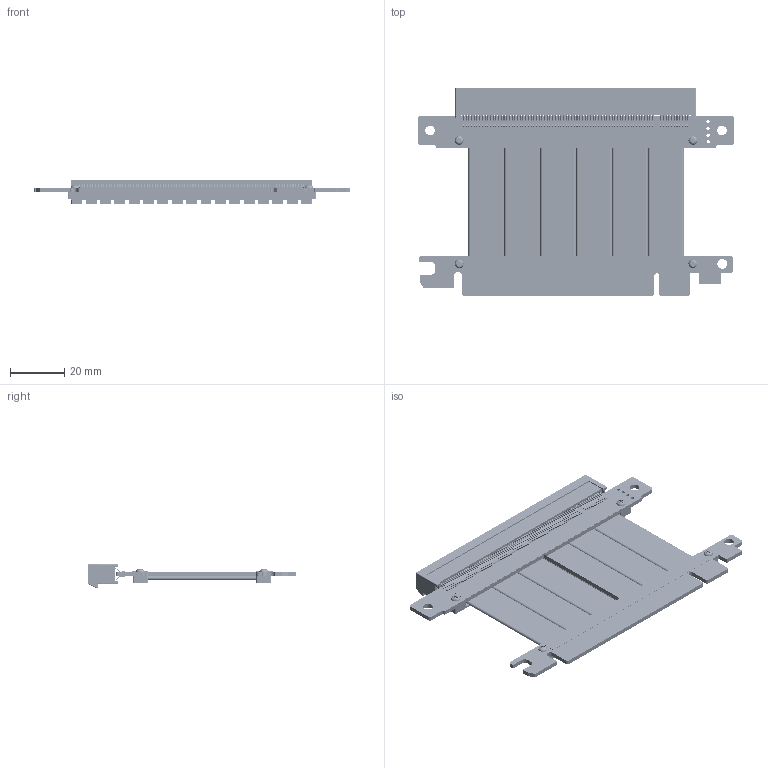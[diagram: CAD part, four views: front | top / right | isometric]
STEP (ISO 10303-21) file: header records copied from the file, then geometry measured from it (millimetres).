
FILE_DESCRIPTION(('Open CASCADE Model'),'2;1');
FILE_NAME('Open CASCADE Shape Model','2020-03-17T21:48:00',('Author'),( 'Open CASCADE'),'Open CASCADE STEP processor 6.8','Open CASCADE 6.8' ,'Unknown');
FILE_SCHEMA(('AUTOMOTIVE_DESIGN { 1 0 10303 214 1 1 1 1 }'));
Length unit declared in the file: millimetre
Products named in the file (13): PCB; Board; Open CASCADE STEP translator 6.8 15.1.1; Free-Models; RP33S-PAD; Hexagon_nut_ISO_4032_(DIN_934)_-_M2_RGB9411503; G0033_RGB9411503; tape-3P_RGB0; PCIe_x16_夹板不带扣Lotes_AAA-PCI-014-K20_3D_雜項客戶_16.7.28_
RGB4404530; 164PIN主體; 158; tape-3P_RGB0_1379247390; cable20-43
Assembly tree (187 placements, depth 4):
  PCB
    Board
      Open CASCADE STEP translator 6.8 15.1.1
    Free-Models
      RP33S-PAD  x2
      Hexagon_nut_ISO_4032_(DIN_934)_-_M2_RGB9411503  x4
      G0033_RGB9411503  x4
      tape-3P_RGB0
      PCIe_x16_夹板不带扣Lotes_AAA-PCI-014-K20_3D_雜項客戶_16.7.28_
RGB4404530
        164PIN主體
        158  x164
      tape-3P_RGB0_1379247390
      cable20-43  x6
Bounding box: 117.03 x 76.98 x 8.78 mm (x, y, z)
Volume: 15336.4 mm3; surface area: 36114.7 mm2
Topology: 424 solids, 424 shells, 16894 faces, 46929 edges, 30904 vertices
Faces by surface type: plane 9224, cylinder 7134, torus 480, cone 48, revolution 8
Full cylindrical faces by diameter (mm): 0.6 x240, 1.2 x4, 2.2 x8, 3.5 x2, 3.6 x1, 4.8 x4
Entity records: 37447 total; most frequent: DIRECTION 6199, CARTESIAN_POINT 5840, ORIENTED_EDGE 5230, EDGE_CURVE 2615, AXIS2_PLACEMENT_3D 2433, VERTEX_POINT 1682, FACE_BOUND 1611, EDGE_LOOP 1611
